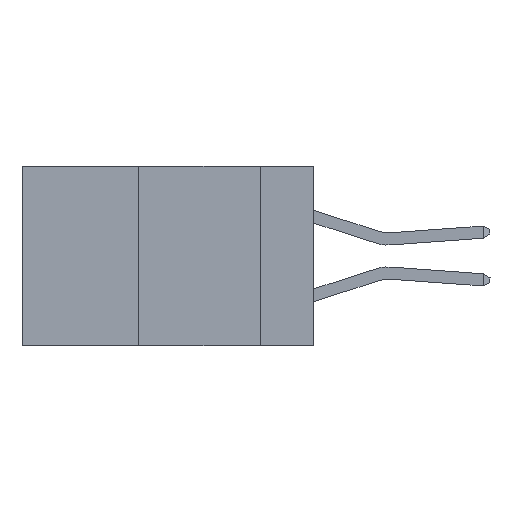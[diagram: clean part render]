
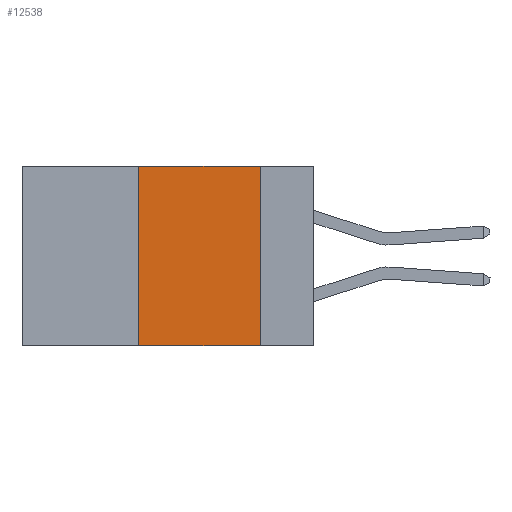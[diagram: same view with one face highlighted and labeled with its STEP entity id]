
A CAD part, left-side view. The second image highlights one B-rep face of the part: STEP entity #12538.
In plain terms, the highlighted planar face has unit normal (-1, 0, 0).
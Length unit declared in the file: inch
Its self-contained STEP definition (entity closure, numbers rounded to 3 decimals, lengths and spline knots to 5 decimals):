
#272 = FACE_OUTER_BOUND ( 'NONE', #2534, .T. ) ;
#876 = CARTESIAN_POINT ( 'NONE',  ( 0., 0.36, 0. ) ) ;
#1147 = DIRECTION ( 'NONE',  ( 0., 0., -1. ) ) ;
#1228 = LINE ( 'NONE', #5881, #8881 ) ;
#1857 = VECTOR ( 'NONE', #10287, 39.37008 ) ;
#2534 = EDGE_LOOP ( 'NONE', ( #15730, #13206, #13703, #15658 ) ) ;
#3852 = VERTEX_POINT ( 'NONE', #5676 ) ;
#3890 = EDGE_CURVE ( 'NONE', #3852, #10061, #5846, .T. ) ;
#4120 = VERTEX_POINT ( 'NONE', #16570 ) ;
#4261 = LINE ( 'NONE', #7921, #7558 ) ;
#4876 = EDGE_CURVE ( 'NONE', #4120, #7110, #1228, .T. ) ;
#4958 = CARTESIAN_POINT ( 'NONE',  ( 0., 0.11, 0. ) ) ;
#5147 = DIRECTION ( 'NONE',  ( 0., 0., -1. ) ) ;
#5676 = CARTESIAN_POINT ( 'NONE',  ( 0., 0.11, 0. ) ) ;
#5786 = DIRECTION ( 'NONE',  ( 0., 0., 1. ) ) ;
#5835 = EDGE_CURVE ( 'NONE', #4120, #10061, #4261, .T. ) ;
#5846 = LINE ( 'NONE', #4958, #15957 ) ;
#5881 = CARTESIAN_POINT ( 'NONE',  ( 0., 0.36, 0. ) ) ;
#6720 = AXIS2_PLACEMENT_3D ( 'NONE', #16596, #9735, #1147 ) ;
#6849 = EDGE_CURVE ( 'NONE', #7110, #3852, #10316, .T. ) ;
#6963 = PLANE ( 'NONE',  #6720 ) ;
#7110 = VERTEX_POINT ( 'NONE', #876 ) ;
#7558 = VECTOR ( 'NONE', #9279, 39.37008 ) ;
#7921 = CARTESIAN_POINT ( 'NONE',  ( 0., 0.6, -0.37 ) ) ;
#8881 = VECTOR ( 'NONE', #5786, 39.37008 ) ;
#8900 = CARTESIAN_POINT ( 'NONE',  ( 0., 0.6, 0. ) ) ;
#9279 = DIRECTION ( 'NONE',  ( 0., -1., 0. ) ) ;
#9735 = DIRECTION ( 'NONE',  ( 1., 0., 0. ) ) ;
#10061 = VERTEX_POINT ( 'NONE', #10969 ) ;
#10287 = DIRECTION ( 'NONE',  ( 0., -1., 0. ) ) ;
#10316 = LINE ( 'NONE', #8900, #1857 ) ;
#10969 = CARTESIAN_POINT ( 'NONE',  ( 0., 0.11, -0.37 ) ) ;
#12538 = ADVANCED_FACE ( 'NONE', ( #272 ), #6963, .F. ) ;
#13206 = ORIENTED_EDGE ( 'NONE', *, *, #6849, .F. ) ;
#13703 = ORIENTED_EDGE ( 'NONE', *, *, #4876, .F. ) ;
#15658 = ORIENTED_EDGE ( 'NONE', *, *, #5835, .T. ) ;
#15730 = ORIENTED_EDGE ( 'NONE', *, *, #3890, .F. ) ;
#15957 = VECTOR ( 'NONE', #5147, 39.37008 ) ;
#16570 = CARTESIAN_POINT ( 'NONE',  ( 0., 0.36, -0.37 ) ) ;
#16596 = CARTESIAN_POINT ( 'NONE',  ( 0., 0.6, 0. ) ) ;
